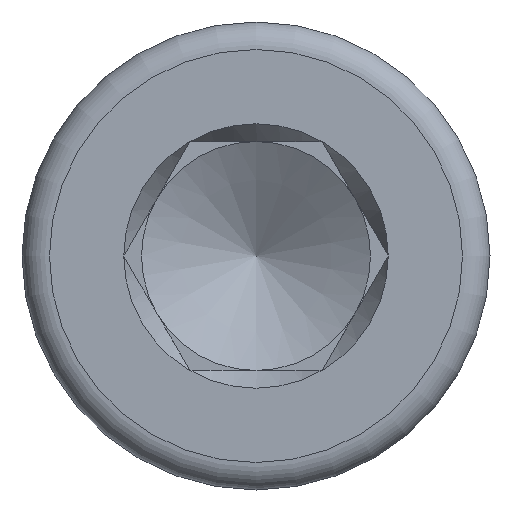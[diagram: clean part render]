
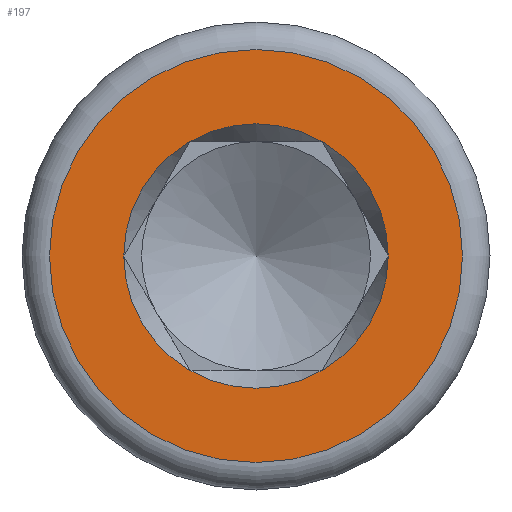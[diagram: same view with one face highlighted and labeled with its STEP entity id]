
A CAD part, left-side view. The second image highlights one B-rep face of the part: STEP entity #197.
In plain terms, the highlighted planar face has unit normal (-1, 0, 0).
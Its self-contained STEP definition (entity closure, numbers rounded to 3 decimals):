
#197 = ADVANCED_FACE( '', ( #402, #403 ), #404, .F. );
#402 = FACE_OUTER_BOUND( '', #600, .T. );
#403 = FACE_BOUND( '', #601, .T. );
#404 = PLANE( '', #602 );
#600 = EDGE_LOOP( '', ( #1072 ) );
#601 = EDGE_LOOP( '', ( #1073, #1074, #1075, #1076, #1077, #1078 ) );
#602 = AXIS2_PLACEMENT_3D( '', #1079, #1080, #1081 );
#1072 = ORIENTED_EDGE( '', *, *, #1267, .F. );
#1073 = ORIENTED_EDGE( '', *, *, #1145, .T. );
#1074 = ORIENTED_EDGE( '', *, *, #1261, .T. );
#1075 = ORIENTED_EDGE( '', *, *, #1172, .T. );
#1076 = ORIENTED_EDGE( '', *, *, #1191, .T. );
#1077 = ORIENTED_EDGE( '', *, *, #1109, .T. );
#1078 = ORIENTED_EDGE( '', *, *, #1255, .T. );
#1079 = CARTESIAN_POINT( '', ( -6., 0., -2.887 ) );
#1080 = DIRECTION( '', ( 1., 0., 0. ) );
#1081 = DIRECTION( '', ( 0., 0., -1. ) );
#1109 = EDGE_CURVE( '', #1306, #1305, #1308, .T. );
#1145 = EDGE_CURVE( '', #1373, #1374, #1375, .T. );
#1172 = EDGE_CURVE( '', #1409, #1316, #1411, .T. );
#1191 = EDGE_CURVE( '', #1316, #1306, #1437, .T. );
#1255 = EDGE_CURVE( '', #1305, #1373, #1515, .T. );
#1261 = EDGE_CURVE( '', #1374, #1409, #1521, .T. );
#1267 = EDGE_CURVE( '', #1527, #1527, #1528, .T. );
#1305 = VERTEX_POINT( '', #1581 );
#1306 = VERTEX_POINT( '', #1582 );
#1308 = CIRCLE( '', #1593, 2.887 );
#1316 = VERTEX_POINT( '', #1604 );
#1373 = VERTEX_POINT( '', #1695 );
#1374 = VERTEX_POINT( '', #1696 );
#1375 = CIRCLE( '', #1697, 2.887 );
#1409 = VERTEX_POINT( '', #1754 );
#1411 = CIRCLE( '', #1767, 2.887 );
#1437 = CIRCLE( '', #1803, 2.887 );
#1515 = CIRCLE( '', #1923, 2.887 );
#1521 = CIRCLE( '', #1931, 2.887 );
#1527 = VERTEX_POINT( '', #1937 );
#1528 = CIRCLE( '', #1938, 4.51 );
#1581 = CARTESIAN_POINT( '', ( -6., -1.443, 2.5 ) );
#1582 = CARTESIAN_POINT( '', ( -6., 1.443, 2.5 ) );
#1593 = AXIS2_PLACEMENT_3D( '', #1960, #1961, #1962 );
#1604 = CARTESIAN_POINT( '', ( -6., 2.887, 0. ) );
#1695 = CARTESIAN_POINT( '', ( -6., -2.887, 0. ) );
#1696 = CARTESIAN_POINT( '', ( -6., -1.443, -2.5 ) );
#1697 = AXIS2_PLACEMENT_3D( '', #2001, #2002, #2003 );
#1754 = CARTESIAN_POINT( '', ( -6., 1.443, -2.5 ) );
#1767 = AXIS2_PLACEMENT_3D( '', #2025, #2026, #2027 );
#1803 = AXIS2_PLACEMENT_3D( '', #2044, #2045, #2046 );
#1923 = AXIS2_PLACEMENT_3D( '', #2108, #2109, #2110 );
#1931 = AXIS2_PLACEMENT_3D( '', #2113, #2114, #2115 );
#1937 = CARTESIAN_POINT( '', ( -6., 0., -4.51 ) );
#1938 = AXIS2_PLACEMENT_3D( '', #2116, #2117, #2118 );
#1960 = CARTESIAN_POINT( '', ( -6., 0., 0. ) );
#1961 = DIRECTION( '', ( 1., 0., 0. ) );
#1962 = DIRECTION( '', ( 0., 0., -1. ) );
#2001 = CARTESIAN_POINT( '', ( -6., 0., 0. ) );
#2002 = DIRECTION( '', ( 1., 0., 0. ) );
#2003 = DIRECTION( '', ( 0., 0., -1. ) );
#2025 = CARTESIAN_POINT( '', ( -6., 0., 0. ) );
#2026 = DIRECTION( '', ( 1., 0., 0. ) );
#2027 = DIRECTION( '', ( 0., 0., -1. ) );
#2044 = CARTESIAN_POINT( '', ( -6., 0., 0. ) );
#2045 = DIRECTION( '', ( 1., 0., 0. ) );
#2046 = DIRECTION( '', ( 0., 0., -1. ) );
#2108 = CARTESIAN_POINT( '', ( -6., 0., 0. ) );
#2109 = DIRECTION( '', ( 1., 0., 0. ) );
#2110 = DIRECTION( '', ( 0., 0., -1. ) );
#2113 = CARTESIAN_POINT( '', ( -6., 0., 0. ) );
#2114 = DIRECTION( '', ( 1., 0., 0. ) );
#2115 = DIRECTION( '', ( 0., 0., -1. ) );
#2116 = CARTESIAN_POINT( '', ( -6., 0., 0. ) );
#2117 = DIRECTION( '', ( 1., 0., 0. ) );
#2118 = DIRECTION( '', ( 0., 0., -1. ) );
